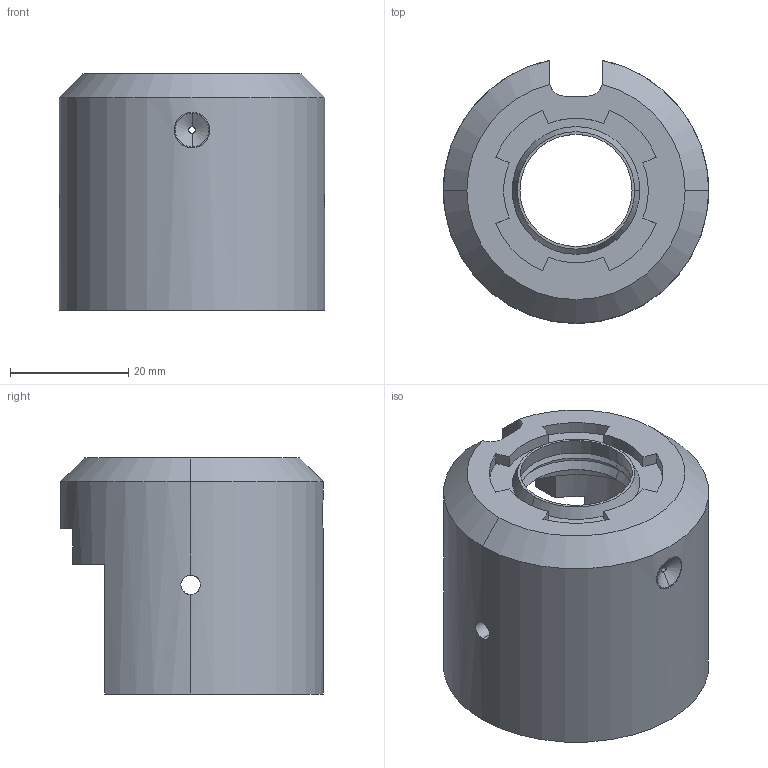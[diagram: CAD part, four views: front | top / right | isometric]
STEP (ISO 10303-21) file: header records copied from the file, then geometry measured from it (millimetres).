
FILE_DESCRIPTION (( 'STEP AP214' ), '1' );
FILE_NAME ('PA01-37!19-Rcable.STEP', '2008-04-09T10:10:32', ( 'Ausderau' ), ( 'NTI AG' ), 'SwSTEP 2.0', 'SolidWorks 2005037', '' );
FILE_SCHEMA (( 'AUTOMOTIVE_DESIGN' ));
Length unit declared in the file: millimetre
Products named in the file (1): PA01-37!19-Rcable
Bounding box: 45 x 44.55 x 40 mm (x, y, z)
Volume: 21279.7 mm3; surface area: 10951.4 mm2
Topology: 1 solids, 1 shells, 93 faces, 255 edges, 162 vertices
Faces by surface type: cylinder 43, plane 33, cone 15, torus 2
Entity records: 3605 total; most frequent: CARTESIAN_POINT 847, DIRECTION 526, ORIENTED_EDGE 510, EDGE_CURVE 255, AXIS2_PLACEMENT_3D 195, VERTEX_POINT 162, LINE 136, VECTOR 136
